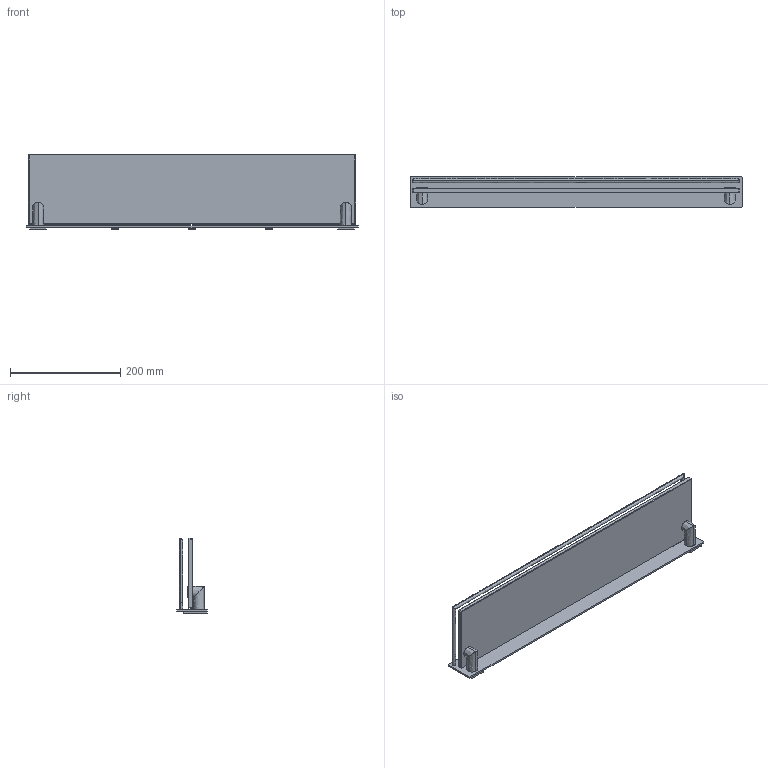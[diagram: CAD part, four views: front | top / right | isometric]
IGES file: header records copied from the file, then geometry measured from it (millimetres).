
Start section:  PTC IGES file: 2835t-24.igs
Global section: file name: 2835t-24.igs; native system: Creo Parametric by PTC Inc.; preprocessor: 2018400; author: jinson.thomas; organization: Unknown; date: 20220214.142339; units: inch
Bounding box: 602.79 x 56 x 136.59 mm (x, y, z)
Volume: 773118 mm3; surface area: 271961.5 mm2
Topology: 1 solids, 4 shells, 134 faces, 328 edges, 208 vertices
Faces by surface type: revolution 82, bspline 52
